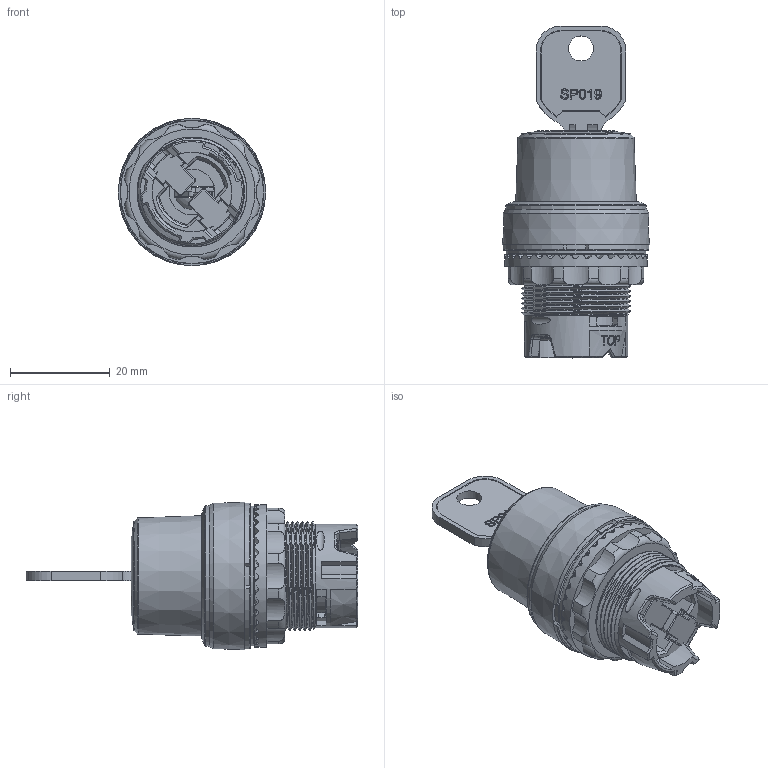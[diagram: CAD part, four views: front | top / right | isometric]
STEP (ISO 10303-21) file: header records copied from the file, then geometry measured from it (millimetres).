
FILE_DESCRIPTION(/* description */ (''),/* implementation_level */ '2;1');
FILE_NAME(/* name */ '钥匙钮_stp.stp',/* time_stamp */ '2022-08-18T11:32:59+08:00',/* author */ (''),/* organization */ (''),/* preprocessor_version */ 'ST-DEVELOPER v16',/* originating_system */ 'SIEMENS PLM Software NX 10.0',/* authorisation */ '');
FILE_SCHEMA (('AP203_CONFIGURATION_CONTROLLED_3D_DESIGN_OF_MECHANICAL_PARTS_AND_ASSEMBLIES_MIM_LF { 1 0 10303 403 2 1 2}'));
Length unit declared in the file: millimetre
Products named in the file (1): Admi1F68E5B6sbvz
Bounding box: 29.5 x 66.4 x 29.5 mm (x, y, z)
Volume: 10039 mm3; surface area: 15491.8 mm2
Topology: 10 solids, 10 shells, 1031 faces, 2777 edges, 1784 vertices
Faces by surface type: plane 409, cylinder 264, bspline 124, torus 77, extrusion 71, cone 64, sphere 22
Full cylindrical faces by diameter (mm): 5 x1, 9.2 x2, 15.4 x1, 16 x2, 16.2 x1, 20.7 x2, 21 x1, 21.6 x1, 24.2 x1, 24.3 x2, 25.8 x1, 26.8 x1, 28 x1, 28.6 x1
Entity records: 40116 total; most frequent: CARTESIAN_POINT 15988, ORIENTED_EDGE 5326, DIRECTION 4412, EDGE_CURVE 2663, VERTEX_POINT 1744, AXIS2_PLACEMENT_3D 1627, VECTOR 1158, EDGE_LOOP 1141
